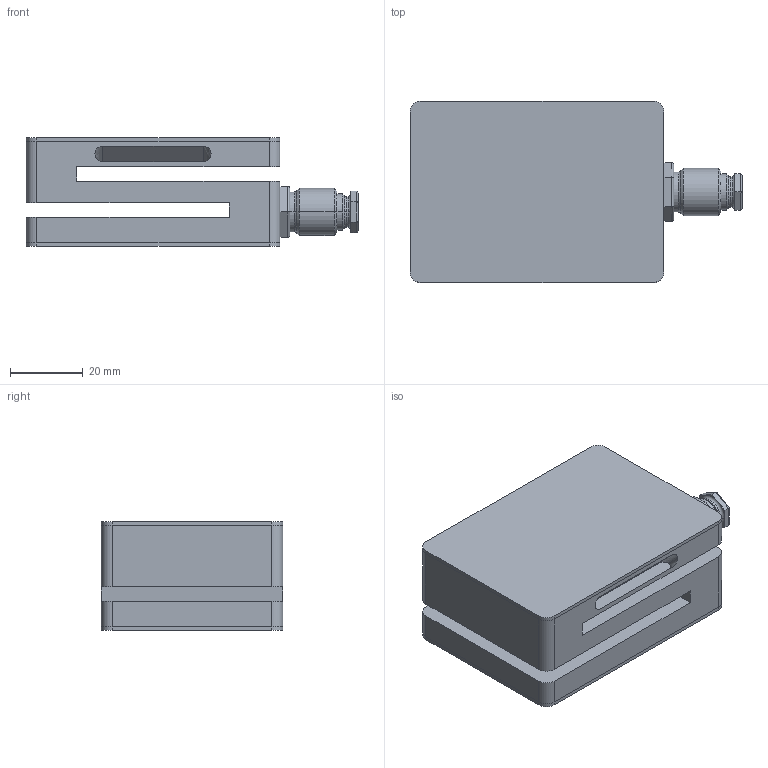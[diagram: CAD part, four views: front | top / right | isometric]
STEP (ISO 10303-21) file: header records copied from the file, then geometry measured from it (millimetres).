
FILE_DESCRIPTION(('STEP AP214'),'1');
FILE_NAME('LPED 100 kg.stp','2018-01-12T14:29:08',(' '),(' '),'Spatial InterOp 3D',' ',' ');
FILE_SCHEMA(('AUTOMOTIVE_DESIGN { 1 0 10303 214 1 1 1 1 }'));
Length unit declared in the file: metre
Products named in the file (4): LPED 100 kg; corpo; pressacavo ¼ GAS; rivestimento
Assembly tree (4 placements, depth 2):
  LPED 100 kg
    corpo
    pressacavo ¼ GAS
    rivestimento  x2
Bounding box: 91.5 x 50 x 30 mm (x, y, z)
Volume: 84085.5 mm3; surface area: 39722.7 mm2
Topology: 4 solids, 4 shells, 117 faces, 276 edges, 172 vertices
Faces by surface type: plane 57, cylinder 42, bspline 6, cone 6, torus 6
Entity records: 4056 total; most frequent: CARTESIAN_POINT 562, DIRECTION 562, ORIENTED_EDGE 504, EDGE_CURVE 252, AXIS2_PLACEMENT_3D 204, VERTEX_POINT 156, LINE 154, VECTOR 154
